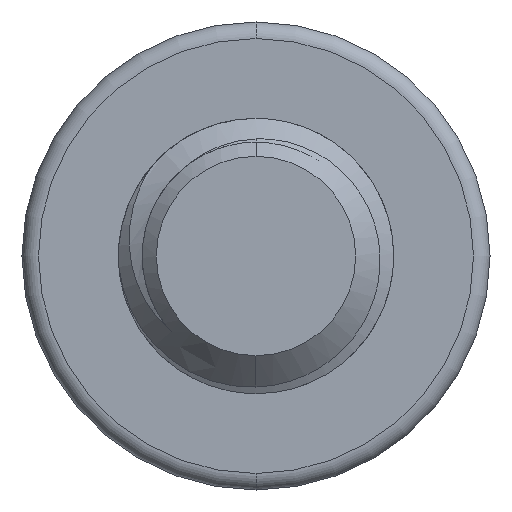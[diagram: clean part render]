
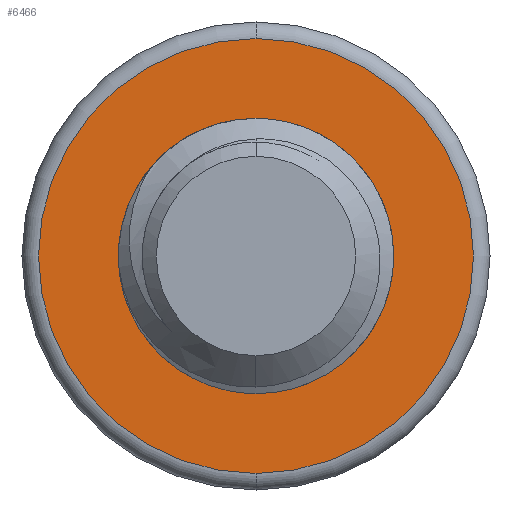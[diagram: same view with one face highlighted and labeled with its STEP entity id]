
A CAD part, front view. The second image highlights one B-rep face of the part: STEP entity #6466.
In plain terms, the highlighted planar face has unit normal (0, -1, 0).
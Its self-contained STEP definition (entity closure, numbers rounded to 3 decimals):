
#39 = EDGE_CURVE ( 'NONE', #6676, #3210, #3100, .T. ) ;
#676 = CIRCLE ( 'NONE', #4884, 3.95 ) ;
#890 = DIRECTION ( 'NONE',  ( 0., -1., 0. ) ) ;
#1237 = CIRCLE ( 'NONE', #5333, 3.95 ) ;
#1284 = CARTESIAN_POINT ( 'NONE',  ( 0., 35., 0. ) ) ;
#1352 = CARTESIAN_POINT ( 'NONE',  ( 0., 35., 0. ) ) ;
#1531 = FACE_BOUND ( 'NONE', #6453, .T. ) ;
#1609 = DIRECTION ( 'NONE',  ( 0., 1., 0. ) ) ;
#1670 = ORIENTED_EDGE ( 'NONE', *, *, #2215, .T. ) ;
#1850 = EDGE_CURVE ( 'NONE', #3801, #3960, #1237, .T. ) ;
#1851 = AXIS2_PLACEMENT_3D ( 'NONE', #1284, #3484, #5724 ) ;
#1919 = CARTESIAN_POINT ( 'NONE',  ( 0., 35., 0. ) ) ;
#1927 = AXIS2_PLACEMENT_3D ( 'NONE', #3847, #6041, #2233 ) ;
#2130 = DIRECTION ( 'NONE',  ( 0., 0., 1. ) ) ;
#2178 = CARTESIAN_POINT ( 'NONE',  ( 0., 35., -3.95 ) ) ;
#2215 = EDGE_CURVE ( 'NONE', #3210, #6676, #4342, .T. ) ;
#2233 = DIRECTION ( 'NONE',  ( 0., 0., 1. ) ) ;
#2654 = CARTESIAN_POINT ( 'NONE',  ( 0., 35., -2.5 ) ) ;
#3100 = CIRCLE ( 'NONE', #3807, 2.5 ) ;
#3210 = VERTEX_POINT ( 'NONE', #2654 ) ;
#3222 = CARTESIAN_POINT ( 'NONE',  ( 0., 35., 0. ) ) ;
#3484 = DIRECTION ( 'NONE',  ( 0., 1., 0. ) ) ;
#3594 = DIRECTION ( 'NONE',  ( 0., 0., 1. ) ) ;
#3801 = VERTEX_POINT ( 'NONE', #4415 ) ;
#3807 = AXIS2_PLACEMENT_3D ( 'NONE', #3222, #1609, #2130 ) ;
#3847 = CARTESIAN_POINT ( 'NONE',  ( 0., 35., 0. ) ) ;
#3960 = VERTEX_POINT ( 'NONE', #2178 ) ;
#4033 = ORIENTED_EDGE ( 'NONE', *, *, #39, .T. ) ;
#4215 = EDGE_LOOP ( 'NONE', ( #5509, #6771 ) ) ;
#4342 = CIRCLE ( 'NONE', #1851, 2.5 ) ;
#4358 = PLANE ( 'NONE',  #1927 ) ;
#4415 = CARTESIAN_POINT ( 'NONE',  ( 0., 35., 3.95 ) ) ;
#4543 = EDGE_CURVE ( 'NONE', #3960, #3801, #676, .T. ) ;
#4884 = AXIS2_PLACEMENT_3D ( 'NONE', #1352, #5349, #3594 ) ;
#4992 = FACE_OUTER_BOUND ( 'NONE', #4215, .T. ) ;
#5170 = CARTESIAN_POINT ( 'NONE',  ( 0., 35., 2.5 ) ) ;
#5333 = AXIS2_PLACEMENT_3D ( 'NONE', #1919, #890, #6459 ) ;
#5349 = DIRECTION ( 'NONE',  ( 0., -1., 0. ) ) ;
#5509 = ORIENTED_EDGE ( 'NONE', *, *, #1850, .T. ) ;
#5724 = DIRECTION ( 'NONE',  ( 0., 0., 1. ) ) ;
#6041 = DIRECTION ( 'NONE',  ( 0., 1., 0. ) ) ;
#6453 = EDGE_LOOP ( 'NONE', ( #1670, #4033 ) ) ;
#6459 = DIRECTION ( 'NONE',  ( 0., 0., 1. ) ) ;
#6466 = ADVANCED_FACE ( 'NONE', ( #4992, #1531 ), #4358, .F. ) ;
#6676 = VERTEX_POINT ( 'NONE', #5170 ) ;
#6771 = ORIENTED_EDGE ( 'NONE', *, *, #4543, .T. ) ;
